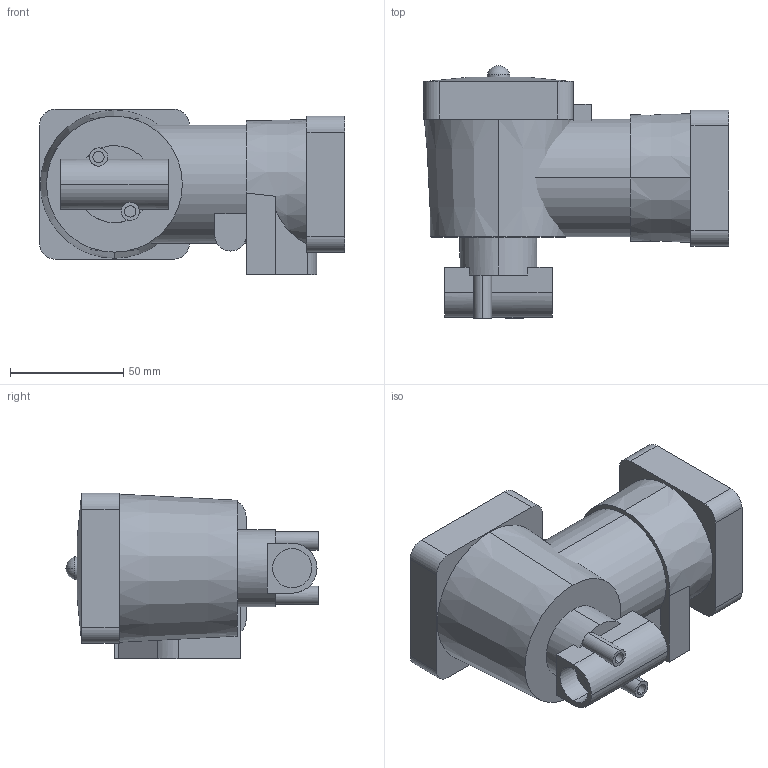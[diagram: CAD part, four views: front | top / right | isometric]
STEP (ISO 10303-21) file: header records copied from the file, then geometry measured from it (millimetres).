
FILE_DESCRIPTION (( 'STEP AP214' ), '1' );
FILE_NAME ('YS301J-9C.STEP', '2025-09-05T07:54:22', ( '' ), ( '' ), 'SwSTEP 2.0', 'SolidWorks 2024', '' );
FILE_SCHEMA (( 'AUTOMOTIVE_DESIGN' ));
Length unit declared in the file: millimetre
Products named in the file (4): ZS301-9_9C; YS301J-9C; TBK_J; AS321J
Assembly tree (3 placements, depth 2):
  YS301J-9C
    ZS301-9_9C
    AS321J
    TBK_J
Bounding box: 134.7 x 111.45 x 73.1 mm (x, y, z)
Volume: 531506 mm3; surface area: 73224.1 mm2
Topology: 5 solids, 5 shells, 114 faces, 270 edges, 179 vertices
Faces by surface type: plane 61, cylinder 45, cone 6, sphere 2
Entity records: 3691 total; most frequent: CARTESIAN_POINT 821, DIRECTION 616, ORIENTED_EDGE 540, EDGE_CURVE 270, AXIS2_PLACEMENT_3D 240, VERTEX_POINT 179, LINE 136, VECTOR 136
